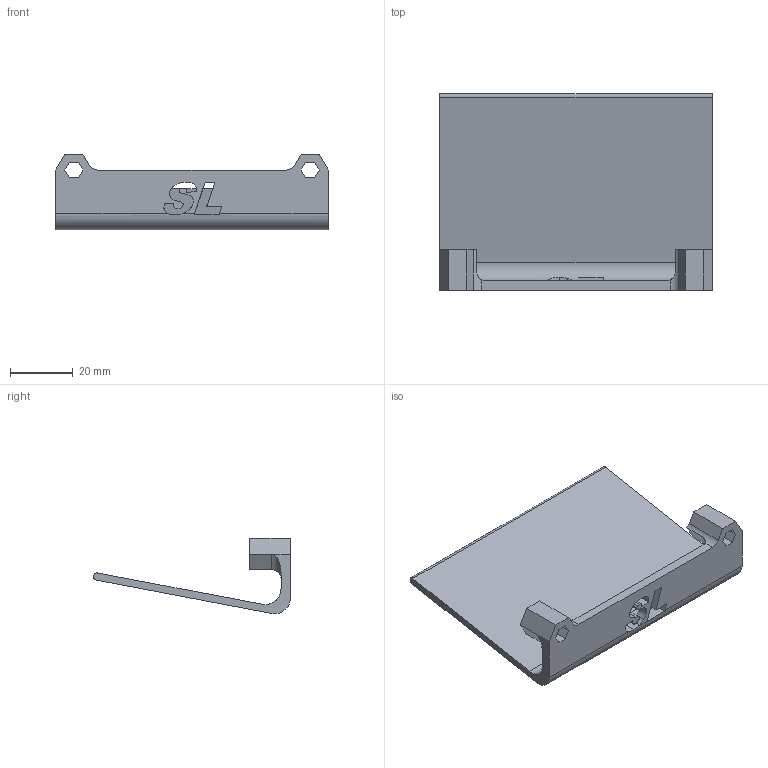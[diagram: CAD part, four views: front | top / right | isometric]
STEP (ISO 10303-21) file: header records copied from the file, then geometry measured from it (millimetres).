
FILE_DESCRIPTION(/* description */ (''),/* implementation_level */ '2;1');
FILE_NAME(/* name */ 'Base.step',/* time_stamp */ '2026-02-14T19:08:36Z',/* author */ (''),/* organization */ (''),/* preprocessor_version */ 'ST-DEVELOPER v20.1',/* originating_system */ 'Autodesk Translation Framework v14.21.0.0',/* authorisation */ '');
FILE_SCHEMA (('AUTOMOTIVE_DESIGN { 1 0 10303 214 3 1 1 }'));
Length unit declared in the file: millimetre
Products named in the file (1): FusionComponent
Bounding box: 86.55 x 62.51 x 23.96 mm (x, y, z)
Volume: 18308.5 mm3; surface area: 15474.5 mm2
Topology: 1 solids, 1 shells, 82 faces, 246 edges, 162 vertices
Faces by surface type: plane 42, bspline 27, cylinder 13
Entity records: 3236 total; most frequent: CARTESIAN_POINT 1156, ORIENTED_EDGE 492, DIRECTION 321, EDGE_CURVE 246, VERTEX_POINT 162, LINE 159, VECTOR 159, EDGE_LOOP 86
